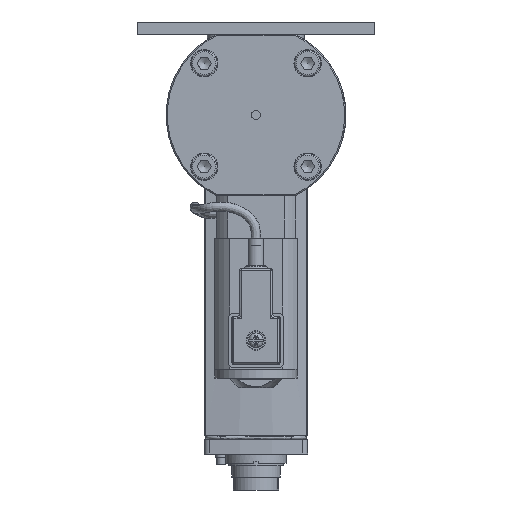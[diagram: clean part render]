
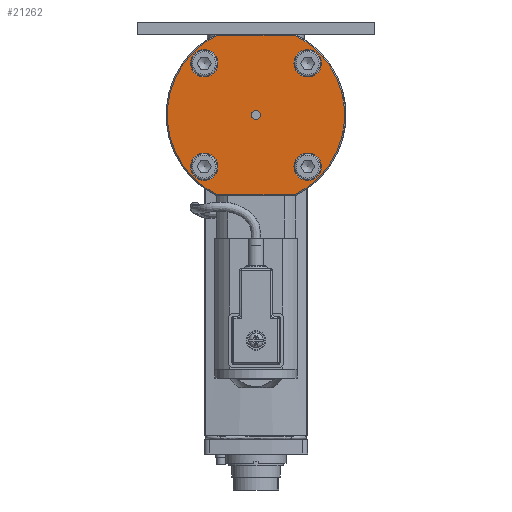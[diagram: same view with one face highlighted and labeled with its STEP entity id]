
A CAD part, left-side view. The second image highlights one B-rep face of the part: STEP entity #21262.
In plain terms, the highlighted planar face has unit normal (-1, 0, 0).
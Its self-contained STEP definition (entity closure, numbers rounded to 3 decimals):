
#1149=LINE('',#34403,#2611);
#1150=LINE('',#34417,#2612);
#2611=VECTOR('',#27169,25.737);
#2612=VECTOR('',#27178,25.737);
#4480=PLANE('',#23088);
#4974=FACE_BOUND('',#7301,.T.);
#4975=FACE_BOUND('',#7302,.T.);
#4976=FACE_BOUND('',#7303,.T.);
#4977=FACE_BOUND('',#7304,.T.);
#4978=FACE_BOUND('',#7305,.T.);
#5832=FACE_OUTER_BOUND('',#7300,.T.);
#7300=EDGE_LOOP('',(#17055,#17056,#17057,#17058));
#7301=EDGE_LOOP('',(#17059));
#7302=EDGE_LOOP('',(#17060));
#7303=EDGE_LOOP('',(#17061));
#7304=EDGE_LOOP('',(#17062));
#7305=EDGE_LOOP('',(#17063));
#8432=CIRCLE('',#22947,1.5);
#8458=CIRCLE('',#22997,4.5);
#8461=CIRCLE('',#23002,4.5);
#8464=CIRCLE('',#23007,4.5);
#8467=CIRCLE('',#23012,4.5);
#8473=CIRCLE('',#23022,29.1);
#8474=CIRCLE('',#23025,29.1);
#9839=VERTEX_POINT('',#34212);
#9887=VERTEX_POINT('',#34352);
#9890=VERTEX_POINT('',#34360);
#9893=VERTEX_POINT('',#34368);
#9896=VERTEX_POINT('',#34376);
#9900=VERTEX_POINT('',#34390);
#9901=VERTEX_POINT('',#34391);
#9902=VERTEX_POINT('',#34402);
#9903=VERTEX_POINT('',#34409);
#12217=EDGE_CURVE('',#9839,#9839,#8432,.T.);
#12281=EDGE_CURVE('',#9887,#9887,#8458,.T.);
#12284=EDGE_CURVE('',#9890,#9890,#8461,.T.);
#12287=EDGE_CURVE('',#9893,#9893,#8464,.T.);
#12290=EDGE_CURVE('',#9896,#9896,#8467,.T.);
#12296=EDGE_CURVE('',#9900,#9901,#8473,.T.);
#12299=EDGE_CURVE('',#9902,#9900,#1149,.T.);
#12301=EDGE_CURVE('',#9903,#9902,#8474,.T.);
#12304=EDGE_CURVE('',#9901,#9903,#1150,.T.);
#17055=ORIENTED_EDGE('',*,*,#12304,.F.);
#17056=ORIENTED_EDGE('',*,*,#12296,.F.);
#17057=ORIENTED_EDGE('',*,*,#12299,.F.);
#17058=ORIENTED_EDGE('',*,*,#12301,.F.);
#17059=ORIENTED_EDGE('',*,*,#12217,.T.);
#17060=ORIENTED_EDGE('',*,*,#12290,.T.);
#17061=ORIENTED_EDGE('',*,*,#12287,.T.);
#17062=ORIENTED_EDGE('',*,*,#12284,.T.);
#17063=ORIENTED_EDGE('',*,*,#12281,.T.);
#21262=ADVANCED_FACE('',(#5832,#4974,#4975,#4976,#4977,#4978),#4480,.T.);
#22947=AXIS2_PLACEMENT_3D('',#34213,#26979,#26980);
#22997=AXIS2_PLACEMENT_3D('',#34353,#27115,#27116);
#23002=AXIS2_PLACEMENT_3D('',#34361,#27125,#27126);
#23007=AXIS2_PLACEMENT_3D('',#34369,#27135,#27136);
#23012=AXIS2_PLACEMENT_3D('',#34377,#27145,#27146);
#23022=AXIS2_PLACEMENT_3D('',#34392,#27165,#27166);
#23025=AXIS2_PLACEMENT_3D('',#34410,#27172,#27173);
#23088=AXIS2_PLACEMENT_3D('',#40224,#27382,#27383);
#26979=DIRECTION('center_axis',(1.,0.,0.));
#26980=DIRECTION('ref_axis',(0.,-1.,0.));
#27115=DIRECTION('center_axis',(1.,0.,0.));
#27116=DIRECTION('ref_axis',(0.,1.,0.));
#27125=DIRECTION('center_axis',(1.,0.,0.));
#27126=DIRECTION('ref_axis',(0.,1.,0.));
#27135=DIRECTION('center_axis',(1.,0.,0.));
#27136=DIRECTION('ref_axis',(0.,1.,0.));
#27145=DIRECTION('center_axis',(1.,0.,0.));
#27146=DIRECTION('ref_axis',(0.,1.,0.));
#27165=DIRECTION('center_axis',(1.,0.,0.));
#27166=DIRECTION('ref_axis',(0.,1.,0.));
#27169=DIRECTION('',(0.,1.,0.));
#27172=DIRECTION('center_axis',(1.,0.,0.));
#27173=DIRECTION('ref_axis',(0.,-1.,0.));
#27178=DIRECTION('',(0.,-1.,0.));
#27382=DIRECTION('center_axis',(-1.,0.,0.));
#27383=DIRECTION('ref_axis',(0.,1.,0.));
#34212=CARTESIAN_POINT('',(-84.643,-102.871,56.773));
#34213=CARTESIAN_POINT('Origin',(-84.643,-104.371,56.773));
#34352=CARTESIAN_POINT('',(-84.643,-82.9,39.803));
#34353=CARTESIAN_POINT('Origin',(-84.643,-87.4,39.803));
#34360=CARTESIAN_POINT('',(-84.643,-116.841,73.744));
#34361=CARTESIAN_POINT('Origin',(-84.643,-121.341,73.744));
#34368=CARTESIAN_POINT('',(-84.643,-116.841,39.803));
#34369=CARTESIAN_POINT('Origin',(-84.643,-121.341,39.803));
#34376=CARTESIAN_POINT('',(-84.643,-82.9,73.744));
#34377=CARTESIAN_POINT('Origin',(-84.643,-87.4,73.744));
#34390=CARTESIAN_POINT('',(-84.643,-91.502,30.673));
#34391=CARTESIAN_POINT('',(-84.643,-91.502,82.873));
#34392=CARTESIAN_POINT('Origin',(-84.643,-104.371,56.773));
#34402=CARTESIAN_POINT('',(-84.643,-117.239,30.673));
#34403=CARTESIAN_POINT('',(-84.643,-110.852,30.673));
#34409=CARTESIAN_POINT('',(-84.643,-117.239,82.873));
#34410=CARTESIAN_POINT('Origin',(-84.643,-104.371,56.773));
#34417=CARTESIAN_POINT('',(-84.643,-97.89,82.873));
#40224=CARTESIAN_POINT('Origin',(-84.643,-104.371,56.773));
